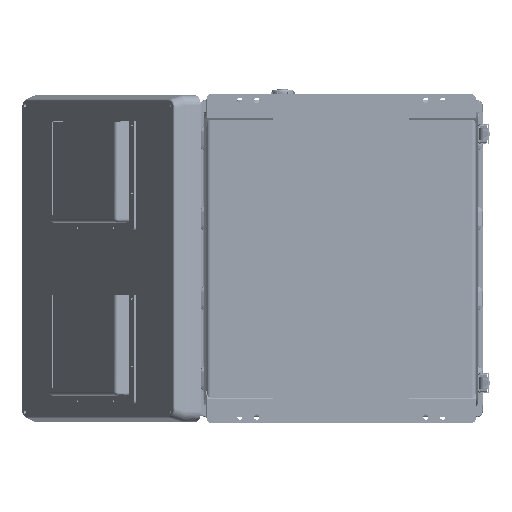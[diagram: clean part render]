
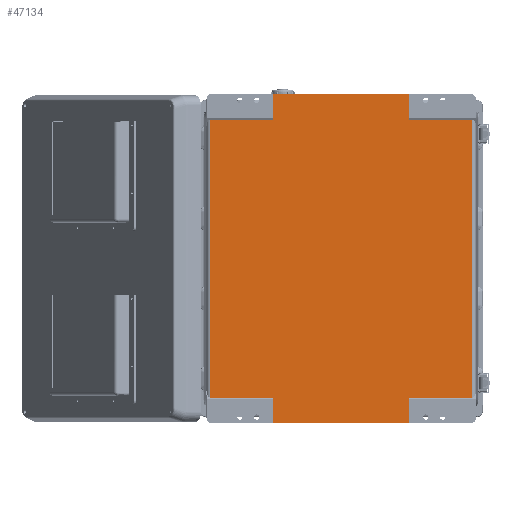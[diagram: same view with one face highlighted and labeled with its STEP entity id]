
A CAD part, front view. The second image highlights one B-rep face of the part: STEP entity #47134.
In plain terms, the highlighted planar face has unit normal (0, -1, 0).
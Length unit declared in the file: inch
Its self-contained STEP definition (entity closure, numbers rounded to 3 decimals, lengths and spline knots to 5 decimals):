
#2878 = DIRECTION ( 'NONE',  ( -1., 0., 0. ) ) ;
#4373 = VERTEX_POINT ( 'NONE', #83707 ) ;
#4903 = DIRECTION ( 'NONE',  ( -1., 0., 0. ) ) ;
#5216 = LINE ( 'NONE', #115431, #7465 ) ;
#6715 = VERTEX_POINT ( 'NONE', #76481 ) ;
#7465 = VECTOR ( 'NONE', #141018, 39.37008 ) ;
#7850 = EDGE_CURVE ( 'NONE', #120297, #4373, #174133, .T. ) ;
#7919 = DIRECTION ( 'NONE',  ( 1., 0., 0. ) ) ;
#9790 = ORIENTED_EDGE ( 'NONE', *, *, #7850, .T. ) ;
#10133 = VECTOR ( 'NONE', #7919, 39.37008 ) ;
#11224 = LINE ( 'NONE', #151503, #24263 ) ;
#14523 = DIRECTION ( 'NONE',  ( -1., 0., 0. ) ) ;
#16779 = CARTESIAN_POINT ( 'NONE',  ( -4.03163, 0.05906, -19.48819 ) ) ;
#18483 = EDGE_CURVE ( 'NONE', #4373, #22123, #11224, .T. ) ;
#18549 = ORIENTED_EDGE ( 'NONE', *, *, #140584, .F. ) ;
#19302 = CARTESIAN_POINT ( 'NONE',  ( 4.03163, 0.05906, -19.48819 ) ) ;
#19995 = DIRECTION ( 'NONE',  ( 0., 0., 1. ) ) ;
#20943 = VERTEX_POINT ( 'NONE', #150733 ) ;
#22123 = VERTEX_POINT ( 'NONE', #144159 ) ;
#23063 = CARTESIAN_POINT ( 'NONE',  ( -8.11811, 0.05906, -1.51961 ) ) ;
#24263 = VECTOR ( 'NONE', #14523, 39.37008 ) ;
#24633 = DIRECTION ( 'NONE',  ( 0., 0., 1. ) ) ;
#25142 = EDGE_CURVE ( 'NONE', #125181, #22123, #104959, .T. ) ;
#26030 = VECTOR ( 'NONE', #169657, 39.37008 ) ;
#27662 = FACE_OUTER_BOUND ( 'NONE', #46641, .T. ) ;
#27722 = EDGE_CURVE ( 'NONE', #51784, #93688, #42480, .T. ) ;
#29213 = VECTOR ( 'NONE', #2878, 39.37008 ) ;
#33054 = ORIENTED_EDGE ( 'NONE', *, *, #106495, .T. ) ;
#34720 = EDGE_CURVE ( 'NONE', #6715, #109591, #92681, .T. ) ;
#35888 = VECTOR ( 'NONE', #132022, 39.37008 ) ;
#39204 = ORIENTED_EDGE ( 'NONE', *, *, #103269, .T. ) ;
#39211 = PLANE ( 'NONE',  #147068 ) ;
#39525 = ORIENTED_EDGE ( 'NONE', *, *, #68786, .F. ) ;
#42480 = LINE ( 'NONE', #116818, #35888 ) ;
#45114 = EDGE_CURVE ( 'NONE', #51784, #6715, #57778, .T. ) ;
#46641 = EDGE_LOOP ( 'NONE', ( #121381, #63196, #39204, #18549, #84606, #165655, #97043, #33054, #9790, #96013, #154074, #39525 ) ) ;
#46777 = CARTESIAN_POINT ( 'NONE',  ( -4.03163, 0.05906, -17.96858 ) ) ;
#47134 = ADVANCED_FACE ( 'NONE', ( #27662 ), #39211, .F. ) ;
#50674 = CARTESIAN_POINT ( 'NONE',  ( -4.03163, 0.05906, 0.85787 ) ) ;
#50893 = CARTESIAN_POINT ( 'NONE',  ( 8.11811, 0.05906, -1.51961 ) ) ;
#51784 = VERTEX_POINT ( 'NONE', #135613 ) ;
#57778 = LINE ( 'NONE', #102107, #171025 ) ;
#58858 = CARTESIAN_POINT ( 'NONE',  ( 8.11811, 0.05906, -1.51961 ) ) ;
#60146 = VECTOR ( 'NONE', #86799, 39.37008 ) ;
#62901 = DIRECTION ( 'NONE',  ( 0., 0., 1. ) ) ;
#63196 = ORIENTED_EDGE ( 'NONE', *, *, #87997, .T. ) ;
#68786 = EDGE_CURVE ( 'NONE', #69840, #125181, #129898, .T. ) ;
#69840 = VERTEX_POINT ( 'NONE', #177929 ) ;
#72322 = VECTOR ( 'NONE', #62901, 39.37008 ) ;
#76481 = CARTESIAN_POINT ( 'NONE',  ( 4.03163, 0.05906, -17.96858 ) ) ;
#78088 = LINE ( 'NONE', #144824, #147797 ) ;
#80806 = CARTESIAN_POINT ( 'NONE',  ( 4.03163, 0.05906, -1.51961 ) ) ;
#80956 = LINE ( 'NONE', #150999, #111265 ) ;
#83707 = CARTESIAN_POINT ( 'NONE',  ( 4.03163, 0.05906, 0. ) ) ;
#84606 = ORIENTED_EDGE ( 'NONE', *, *, #34720, .F. ) ;
#86799 = DIRECTION ( 'NONE',  ( 0., 0., -1. ) ) ;
#87480 = CARTESIAN_POINT ( 'NONE',  ( 7.73754, 0.05906, -1.51961 ) ) ;
#87501 = CARTESIAN_POINT ( 'NONE',  ( 8.11811, 0.05906, -19.48819 ) ) ;
#87997 = EDGE_CURVE ( 'NONE', #20943, #99438, #5216, .T. ) ;
#92681 = LINE ( 'NONE', #168367, #60146 ) ;
#93688 = VERTEX_POINT ( 'NONE', #87480 ) ;
#95464 = DIRECTION ( 'NONE',  ( 0., 0., -1. ) ) ;
#96013 = ORIENTED_EDGE ( 'NONE', *, *, #18483, .T. ) ;
#97043 = ORIENTED_EDGE ( 'NONE', *, *, #27722, .T. ) ;
#99438 = VERTEX_POINT ( 'NONE', #46777 ) ;
#101385 = LINE ( 'NONE', #87501, #158069 ) ;
#102107 = CARTESIAN_POINT ( 'NONE',  ( 8.11811, 0.05906, -17.96858 ) ) ;
#103269 = EDGE_CURVE ( 'NONE', #99438, #137621, #80956, .T. ) ;
#104959 = LINE ( 'NONE', #50674, #72322 ) ;
#106495 = EDGE_CURVE ( 'NONE', #93688, #120297, #109656, .T. ) ;
#109591 = VERTEX_POINT ( 'NONE', #19302 ) ;
#109656 = LINE ( 'NONE', #58858, #29213 ) ;
#111265 = VECTOR ( 'NONE', #95464, 39.37008 ) ;
#113081 = DIRECTION ( 'NONE',  ( -1., 0., 0. ) ) ;
#115431 = CARTESIAN_POINT ( 'NONE',  ( -8.11811, 0.05906, -17.96858 ) ) ;
#116818 = CARTESIAN_POINT ( 'NONE',  ( 7.73754, 0.05906, -1.51961 ) ) ;
#120297 = VERTEX_POINT ( 'NONE', #80806 ) ;
#121381 = ORIENTED_EDGE ( 'NONE', *, *, #125457, .F. ) ;
#125181 = VERTEX_POINT ( 'NONE', #178994 ) ;
#125457 = EDGE_CURVE ( 'NONE', #20943, #69840, #78088, .T. ) ;
#129898 = LINE ( 'NONE', #23063, #10133 ) ;
#132022 = DIRECTION ( 'NONE',  ( 0., 0., 1. ) ) ;
#135613 = CARTESIAN_POINT ( 'NONE',  ( 7.73754, 0.05906, -17.96858 ) ) ;
#137621 = VERTEX_POINT ( 'NONE', #16779 ) ;
#140584 = EDGE_CURVE ( 'NONE', #109591, #137621, #101385, .T. ) ;
#141018 = DIRECTION ( 'NONE',  ( 1., 0., 0. ) ) ;
#144159 = CARTESIAN_POINT ( 'NONE',  ( -4.03163, 0.05906, 0. ) ) ;
#144824 = CARTESIAN_POINT ( 'NONE',  ( -7.73754, 0.05906, -1.51961 ) ) ;
#147068 = AXIS2_PLACEMENT_3D ( 'NONE', #50893, #164578, #24633 ) ;
#147797 = VECTOR ( 'NONE', #19995, 39.37008 ) ;
#150733 = CARTESIAN_POINT ( 'NONE',  ( -7.73754, 0.05906, -17.96858 ) ) ;
#150999 = CARTESIAN_POINT ( 'NONE',  ( -4.03163, 0.05906, -20.34606 ) ) ;
#151503 = CARTESIAN_POINT ( 'NONE',  ( 8.11811, 0.05906, 0. ) ) ;
#154074 = ORIENTED_EDGE ( 'NONE', *, *, #25142, .F. ) ;
#155134 = CARTESIAN_POINT ( 'NONE',  ( 4.03163, 0.05906, 0.85787 ) ) ;
#158069 = VECTOR ( 'NONE', #113081, 39.37008 ) ;
#164578 = DIRECTION ( 'NONE',  ( 0., 1., 0. ) ) ;
#165655 = ORIENTED_EDGE ( 'NONE', *, *, #45114, .F. ) ;
#168367 = CARTESIAN_POINT ( 'NONE',  ( 4.03163, 0.05906, -20.34606 ) ) ;
#169657 = DIRECTION ( 'NONE',  ( 0., 0., 1. ) ) ;
#171025 = VECTOR ( 'NONE', #4903, 39.37008 ) ;
#174133 = LINE ( 'NONE', #155134, #26030 ) ;
#177929 = CARTESIAN_POINT ( 'NONE',  ( -7.73754, 0.05906, -1.51961 ) ) ;
#178994 = CARTESIAN_POINT ( 'NONE',  ( -4.03163, 0.05906, -1.51961 ) ) ;
